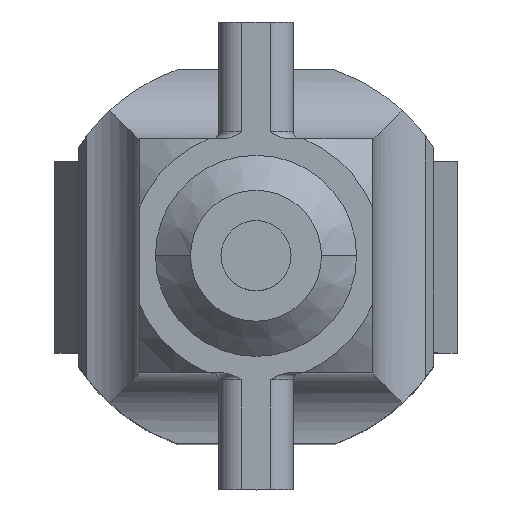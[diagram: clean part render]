
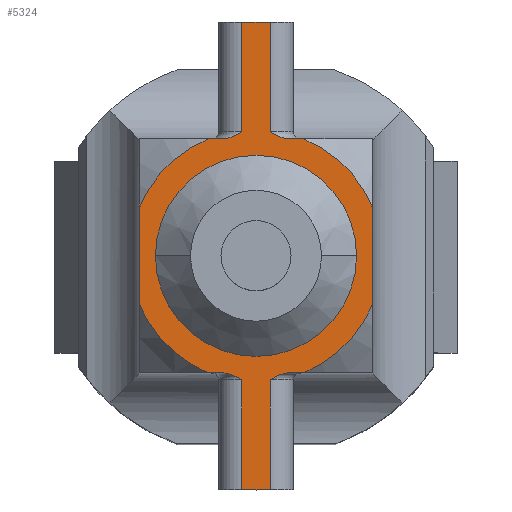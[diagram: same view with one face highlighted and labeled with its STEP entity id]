
A CAD part, top view. The second image highlights one B-rep face of the part: STEP entity #5324.
In plain terms, the highlighted planar face has unit normal (0, 0, 1).
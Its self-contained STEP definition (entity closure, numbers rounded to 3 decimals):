
#1934=CARTESIAN_POINT('',(-5.,2.04,256.35));
#1961=DIRECTION('',(1.,0.,0.));
#1962=VECTOR('',#1961,0.609);
#1963=CARTESIAN_POINT('',(1.431,5.,256.35));
#1964=LINE('',#1963,#1962);
#2000=DIRECTION('',(1.,0.,0.));
#2001=VECTOR('',#2000,0.609);
#2002=CARTESIAN_POINT('',(-2.04,5.,256.35));
#2003=LINE('',#2002,#2001);
#2029=CARTESIAN_POINT('',(5.,2.04,256.35));
#2041=DIRECTION('',(-1.,0.,0.));
#2042=VECTOR('',#2041,0.609);
#2043=CARTESIAN_POINT('',(-1.431,-5.,256.35));
#2044=LINE('',#2043,#2042);
#2072=DIRECTION('',(-1.,0.,0.));
#2073=VECTOR('',#2072,0.609);
#2074=CARTESIAN_POINT('',(2.04,-5.,256.35));
#2075=LINE('',#2074,#2073);
#2091=CARTESIAN_POINT('',(-2.04,-5.,
256.35));
#2096=CARTESIAN_POINT('',(0.,0.,256.35));
#2097=DIRECTION('',(0.,0.,-1.));
#2098=DIRECTION('',(1.,0.,0.));
#2099=AXIS2_PLACEMENT_3D('',#2096,#2097,#2098);
#2104=CARTESIAN_POINT('',(0.,0.,256.35));
#2105=DIRECTION('',(0.,0.,-1.));
#2106=DIRECTION('',(-1.,0.,0.));
#2107=AXIS2_PLACEMENT_3D('',#2104,#2105,#2106);
#2112=CARTESIAN_POINT('',(0.,0.,
256.35));
#2113=DIRECTION('',(0.,0.,1.));
#2114=DIRECTION('',(0.926,0.378,0.));
#2115=AXIS2_PLACEMENT_3D('',#2112,#2113,#2114);
#2120=DIRECTION('',(0.,1.,0.));
#2121=VECTOR('',#2120,4.079);
#2122=CARTESIAN_POINT('',(5.,-2.04,256.35));
#2123=LINE('',#2122,#2121);
#2127=CARTESIAN_POINT('',(0.,0.,
256.35));
#2128=DIRECTION('',(0.,0.,1.));
#2129=DIRECTION('',(0.378,-0.926,0.));
#2130=AXIS2_PLACEMENT_3D('',#2127,#2128,#2129);
#2135=CARTESIAN_POINT('',(0.6,-5.3,256.35));
#2136=CARTESIAN_POINT('',(0.697,-5.247,256.35));
#2137=CARTESIAN_POINT('',(0.882,-5.145,256.35));
#2138=CARTESIAN_POINT('',(1.159,-5.032,256.35));
#2139=CARTESIAN_POINT('',(1.341,-5.,256.35));
#2140=CARTESIAN_POINT('',(1.431,-5.,256.35));
#2145=CARTESIAN_POINT('',(-1.431,-5.,256.35));
#2146=CARTESIAN_POINT('',(-1.341,-5.,256.35));
#2147=CARTESIAN_POINT('',(-1.159,-5.032,256.35));
#2148=CARTESIAN_POINT('',(-0.882,-5.145,256.35));
#2149=CARTESIAN_POINT('',(-0.697,-5.247,256.35));
#2150=CARTESIAN_POINT('',(-0.6,-5.3,256.35));
#2155=CARTESIAN_POINT('',(0.,0.,
256.35));
#2156=DIRECTION('',(0.,0.,1.));
#2157=DIRECTION('',(-0.926,-0.378,0.));
#2158=AXIS2_PLACEMENT_3D('',#2155,#2156,#2157);
#2163=DIRECTION('',(0.,-1.,0.));
#2164=VECTOR('',#2163,4.079);
#2165=CARTESIAN_POINT('',(-5.,2.04,256.35));
#2166=LINE('',#2165,#2164);
#2170=CARTESIAN_POINT('',(0.,0.,
256.35));
#2171=DIRECTION('',(0.,0.,1.));
#2172=DIRECTION('',(-0.378,0.926,0.));
#2173=AXIS2_PLACEMENT_3D('',#2170,#2171,#2172);
#2178=CARTESIAN_POINT('',(-0.6,5.3,256.35));
#2179=CARTESIAN_POINT('',(-0.697,5.247,256.35));
#2180=CARTESIAN_POINT('',(-0.882,5.145,256.35));
#2181=CARTESIAN_POINT('',(-1.159,5.032,256.35));
#2182=CARTESIAN_POINT('',(-1.341,5.,256.35));
#2183=CARTESIAN_POINT('',(-1.431,5.,256.35));
#2277=CARTESIAN_POINT('',(2.04,5.,256.35));
#2282=CARTESIAN_POINT('',(2.04,-5.,256.35));
#2376=DIRECTION('',(0.,1.,0.));
#2377=VECTOR('',#2376,4.7);
#2378=CARTESIAN_POINT('',(-0.6,-10.,256.35));
#2379=LINE('',#2378,#2377);
#2406=DIRECTION('',(-1.,0.,0.));
#2407=VECTOR('',#2406,1.2);
#2408=CARTESIAN_POINT('',(0.6,-10.,256.35));
#2409=LINE('',#2408,#2407);
#2456=DIRECTION('',(0.,-1.,0.));
#2457=VECTOR('',#2456,4.7);
#2458=CARTESIAN_POINT('',(0.6,-5.3,256.35));
#2459=LINE('',#2458,#2457);
#2463=CARTESIAN_POINT('',(-2.04,5.,256.35));
#2557=CARTESIAN_POINT('',(0.6,5.3,256.35));
#2558=CARTESIAN_POINT('',(0.698,5.246,256.35));
#2559=CARTESIAN_POINT('',(0.885,5.144,256.35));
#2560=CARTESIAN_POINT('',(1.162,5.031,256.35));
#2561=CARTESIAN_POINT('',(1.342,5.,256.35));
#2562=CARTESIAN_POINT('',(1.431,5.,256.35));
#2575=DIRECTION('',(0.,-1.,0.));
#2576=VECTOR('',#2575,4.7);
#2577=CARTESIAN_POINT('',(0.6,10.,256.35));
#2578=LINE('',#2577,#2576);
#2612=DIRECTION('',(1.,0.,0.));
#2613=VECTOR('',#2612,1.2);
#2614=CARTESIAN_POINT('',(-0.6,10.,256.35));
#2615=LINE('',#2614,#2613);
#2655=DIRECTION('',(0.,1.,0.));
#2656=VECTOR('',#2655,4.7);
#2657=CARTESIAN_POINT('',(-0.6,5.3,256.35));
#2658=LINE('',#2657,#2656);
#2751=VERTEX_POINT('',#2463);
#2752=VERTEX_POINT('',#2277);
#2768=CARTESIAN_POINT('',(-1.431,5.,256.35));
#2769=VERTEX_POINT('',#2768);
#2770=VERTEX_POINT('',#1934);
#2771=CARTESIAN_POINT('',(1.431,5.,256.35));
#2772=VERTEX_POINT('',#2771);
#2773=VERTEX_POINT('',#2029);
#2786=VERTEX_POINT('',#2282);
#2787=VERTEX_POINT('',#2091);
#2790=CARTESIAN_POINT('',(-5.,-2.04,
256.35));
#2791=VERTEX_POINT('',#2790);
#2794=CARTESIAN_POINT('',(5.,-2.04,256.35));
#2795=VERTEX_POINT('',#2794);
#2804=CARTESIAN_POINT('',(1.431,-5.,256.35));
#2805=VERTEX_POINT('',#2804);
#2806=CARTESIAN_POINT('',(-1.431,-5.,256.35));
#2807=VERTEX_POINT('',#2806);
#2810=VERTEX_POINT('',#2178);
#2813=VERTEX_POINT('',#2557);
#2822=CARTESIAN_POINT('',(-0.6,-10.,256.35));
#2823=VERTEX_POINT('',#2822);
#2824=CARTESIAN_POINT('',(-0.6,-5.3,256.35));
#2825=VERTEX_POINT('',#2824);
#2834=CARTESIAN_POINT('',(-0.6,10.,256.35));
#2835=VERTEX_POINT('',#2834);
#2838=CARTESIAN_POINT('',(0.6,10.,256.35));
#2839=VERTEX_POINT('',#2838);
#2852=VERTEX_POINT('',#2135);
#2859=CARTESIAN_POINT('',(0.6,-10.,256.35));
#2860=VERTEX_POINT('',#2859);
#2873=CARTESIAN_POINT('',(4.3,0.,
256.35));
#2875=VERTEX_POINT('',#2873);
#2877=CARTESIAN_POINT('',(-4.3,0.,
256.35));
#2879=VERTEX_POINT('',#2877);
#5278=CARTESIAN_POINT('',(0.,0.,256.35));
#5279=DIRECTION('',(0.,0.,1.));
#5280=DIRECTION('',(1.,0.,0.));
#5281=AXIS2_PLACEMENT_3D('',#5278,#5279,#5280);
#5282=PLANE('',#5281);
#5284=ORIENTED_EDGE('',*,*,#5283,.F.);
#5285=ORIENTED_EDGE('',*,*,#5207,.F.);
#5287=ORIENTED_EDGE('',*,*,#5286,.F.);
#5288=ORIENTED_EDGE('',*,*,#5244,.T.);
#5290=ORIENTED_EDGE('',*,*,#5289,.F.);
#5292=ORIENTED_EDGE('',*,*,#5291,.T.);
#5294=ORIENTED_EDGE('',*,*,#5293,.T.);
#5296=ORIENTED_EDGE('',*,*,#5295,.T.);
#5298=ORIENTED_EDGE('',*,*,#5297,.F.);
#5299=ORIENTED_EDGE('',*,*,#5232,.T.);
#5300=ORIENTED_EDGE('',*,*,#5265,.F.);
#5301=ORIENTED_EDGE('',*,*,#5143,.F.);
#5303=ORIENTED_EDGE('',*,*,#5302,.F.);
#5304=ORIENTED_EDGE('',*,*,#5183,.T.);
#5306=ORIENTED_EDGE('',*,*,#5305,.F.);
#5308=ORIENTED_EDGE('',*,*,#5307,.T.);
#5310=ORIENTED_EDGE('',*,*,#5309,.T.);
#5312=ORIENTED_EDGE('',*,*,#5311,.T.);
#5314=ORIENTED_EDGE('',*,*,#5313,.T.);
#5315=ORIENTED_EDGE('',*,*,#5169,.T.);
#5316=EDGE_LOOP('',(#5284,#5285,#5287,#5288,#5290,#5292,#5294,#5296,#5298,#5299,
#5300,#5301,#5303,#5304,#5306,#5308,#5310,#5312,#5314,#5315));
#5317=FACE_OUTER_BOUND('',#5316,.F.);
#5319=ORIENTED_EDGE('',*,*,#5318,.F.);
#5321=ORIENTED_EDGE('',*,*,#5320,.F.);
#5322=EDGE_LOOP('',(#5319,#5321));
#5323=FACE_BOUND('',#5322,.F.);
#2100=CIRCLE('',#2099,4.3);
#2108=CIRCLE('',#2107,4.3);
#2116=CIRCLE('',#2115,5.4);
#2131=CIRCLE('',#2130,5.4);
#2141=B_SPLINE_CURVE_WITH_KNOTS('',3,(#2135,#2136,#2137,#2138,#2139,#2140),
.UNSPECIFIED.,.F.,.F.,(4,1,1,4),(0.,0.333,0.667,1.),
.UNSPECIFIED.);
#2151=B_SPLINE_CURVE_WITH_KNOTS('',3,(#2145,#2146,#2147,#2148,#2149,#2150),
.UNSPECIFIED.,.F.,.F.,(4,1,1,4),(0.,0.333,0.667,1.),
.UNSPECIFIED.);
#2159=CIRCLE('',#2158,5.4);
#2174=CIRCLE('',#2173,5.4);
#2184=B_SPLINE_CURVE_WITH_KNOTS('',3,(#2178,#2179,#2180,#2181,#2182,#2183),
.UNSPECIFIED.,.F.,.F.,(4,1,1,4),(0.,0.333,0.667,1.),
.UNSPECIFIED.);
#2563=B_SPLINE_CURVE_WITH_KNOTS('',3,(#2557,#2558,#2559,#2560,#2561,#2562),
.UNSPECIFIED.,.F.,.F.,(4,1,1,4),(0.,0.333,0.667,1.),
.UNSPECIFIED.);
#5143=EDGE_CURVE('',#2770,#2791,#2166,.T.);
#5169=EDGE_CURVE('',#2772,#2752,#1964,.T.);
#5183=EDGE_CURVE('',#2751,#2769,#2003,.T.);
#5207=EDGE_CURVE('',#2795,#2773,#2123,.T.);
#5232=EDGE_CURVE('',#2807,#2787,#2044,.T.);
#5244=EDGE_CURVE('',#2786,#2805,#2075,.T.);
#5265=EDGE_CURVE('',#2791,#2787,#2159,.T.);
#5283=EDGE_CURVE('',#2773,#2752,#2116,.T.);
#5286=EDGE_CURVE('',#2786,#2795,#2131,.T.);
#5289=EDGE_CURVE('',#2852,#2805,#2141,.T.);
#5291=EDGE_CURVE('',#2852,#2860,#2459,.T.);
#5293=EDGE_CURVE('',#2860,#2823,#2409,.T.);
#5295=EDGE_CURVE('',#2823,#2825,#2379,.T.);
#5297=EDGE_CURVE('',#2807,#2825,#2151,.T.);
#5302=EDGE_CURVE('',#2751,#2770,#2174,.T.);
#5305=EDGE_CURVE('',#2810,#2769,#2184,.T.);
#5307=EDGE_CURVE('',#2810,#2835,#2658,.T.);
#5309=EDGE_CURVE('',#2835,#2839,#2615,.T.);
#5311=EDGE_CURVE('',#2839,#2813,#2578,.T.);
#5313=EDGE_CURVE('',#2813,#2772,#2563,.T.);
#5318=EDGE_CURVE('',#2875,#2879,#2100,.T.);
#5320=EDGE_CURVE('',#2879,#2875,#2108,.T.);
#5324=ADVANCED_FACE('',(#5317,#5323),#5282,.T.);
